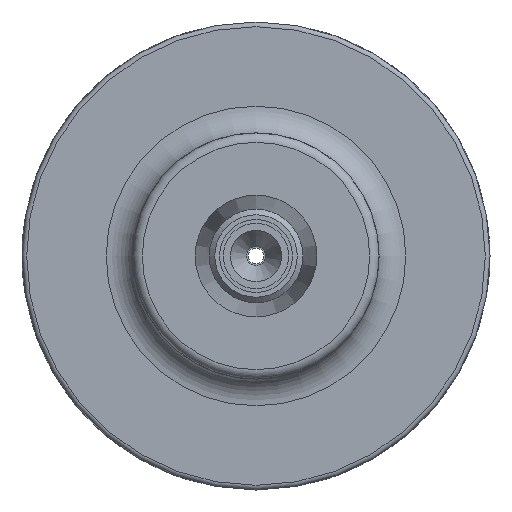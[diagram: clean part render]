
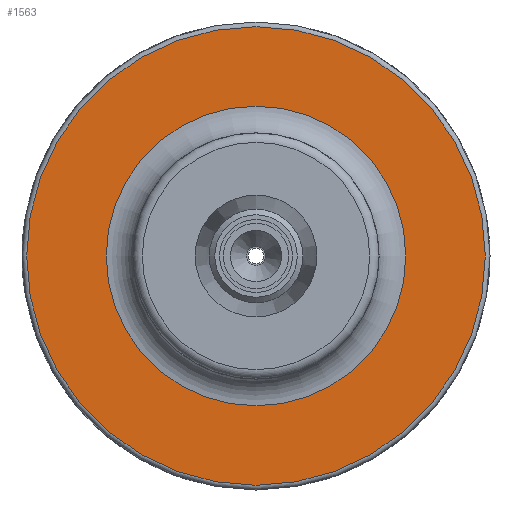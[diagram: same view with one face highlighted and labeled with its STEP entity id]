
A CAD part, left-side view. The second image highlights one B-rep face of the part: STEP entity #1563.
In plain terms, the highlighted planar face has unit normal (-1, 0, 0).
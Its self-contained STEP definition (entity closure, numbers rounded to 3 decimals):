
#516=CARTESIAN_POINT('',(-20.,0.0,16.));
#517=VERTEX_POINT('',#516);
#518=CARTESIAN_POINT('',(-20.0,0.0,0.0));
#519=DIRECTION('',(-1.0,0.0,0.0));
#520=DIRECTION('',(0.0,0.0,1.0));
#521=AXIS2_PLACEMENT_3D('',#518,#519,#520);
#522=CIRCLE('',#521,16.);
#523=EDGE_CURVE('',#517,#517,#522,.T.);
#1544=CARTESIAN_POINT('',(-20.0,25.0,0.0));
#1545=DIRECTION('',(-1.0,0.0,0.0));
#1546=DIRECTION('',(0.0,0.0,1.0));
#1547=AXIS2_PLACEMENT_3D('',#1544,#1545,#1546);
#1548=PLANE('',#1547);
#1549=CARTESIAN_POINT('',(-20.0,24.5,0.));
#1550=VERTEX_POINT('',#1549);
#1551=CARTESIAN_POINT('',(-20.0,0.0,0.0));
#1552=DIRECTION('',(1.0,0.0,0.0));
#1553=DIRECTION('',(0.0,-1.0,0.0));
#1554=AXIS2_PLACEMENT_3D('',#1551,#1552,#1553);
#1555=CIRCLE('',#1554,24.5);
#1556=EDGE_CURVE('',#1550,#1550,#1555,.T.);
#1557=ORIENTED_EDGE('',*,*,#1556,.F.);
#1558=EDGE_LOOP('',(#1557));
#1559=FACE_OUTER_BOUND('',#1558,.T.);
#1560=ORIENTED_EDGE('',*,*,#523,.F.);
#1561=EDGE_LOOP('',(#1560));
#1562=FACE_BOUND('',#1561,.T.);
#1563=ADVANCED_FACE('',(#1559,#1562),#1548,.T.);
